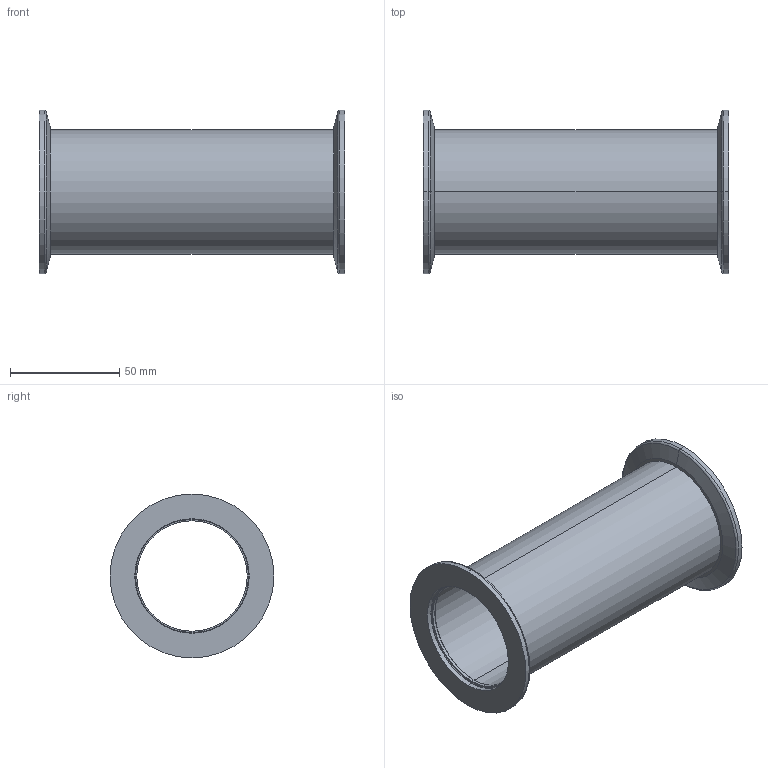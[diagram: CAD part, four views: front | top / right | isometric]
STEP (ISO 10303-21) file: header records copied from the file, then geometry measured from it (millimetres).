
FILE_DESCRIPTION (( 'STEP AP214' ), '1' );
FILE_NAME ('170RZS050.stp', '2017-06-07T13:15:20', ( '' ), ( '' ), 'SwSTEP 2.0', 'SolidWorks 2015', '' );
FILE_SCHEMA (( 'AUTOMOTIVE_DESIGN' ));
Length unit declared in the file: millimetre
Products named in the file (1): 170RZS050
Bounding box: 140 x 75 x 75 mm (x, y, z)
Volume: 86073.2 mm3; surface area: 56431.8 mm2
Topology: 1 solids, 1 shells, 42 faces, 84 edges, 52 vertices
Faces by surface type: cylinder 20, plane 10, torus 8, cone 4
Entity records: 1612 total; most frequent: DIRECTION 230, CARTESIAN_POINT 179, ORIENTED_EDGE 168, AXIS2_PLACEMENT_3D 103, EDGE_CURVE 84, CIRCLE 60, EDGE_LOOP 52, VERTEX_POINT 52
